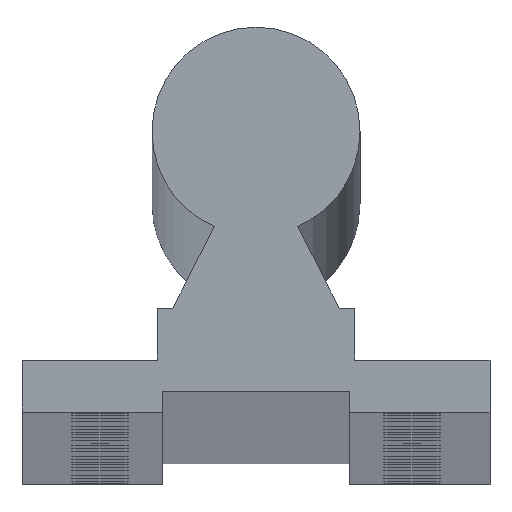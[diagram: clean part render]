
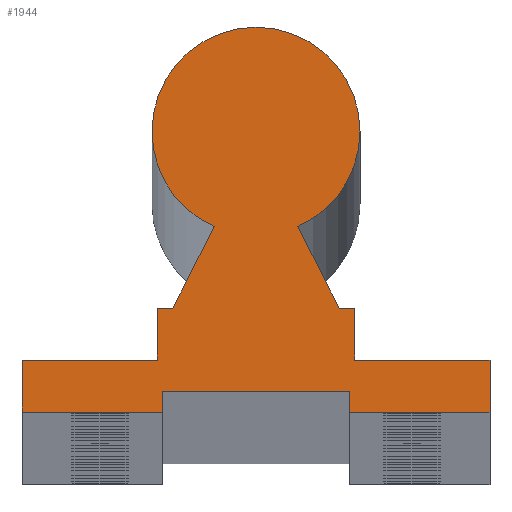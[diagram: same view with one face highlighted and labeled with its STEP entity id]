
A CAD part, top view. The second image highlights one B-rep face of the part: STEP entity #1944.
In plain terms, the highlighted planar face has unit normal (0, 0, 1).
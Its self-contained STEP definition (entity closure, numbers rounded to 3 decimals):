
#32 = CARTESIAN_POINT ( 'NONE',  ( 9., -25., 4000. ) ) ;
#73 = CARTESIAN_POINT ( 'NONE',  ( 9.5, -22., 4000. ) ) ;
#92 = CARTESIAN_POINT ( 'NONE',  ( 9., -25., 4000. ) ) ;
#111 = CARTESIAN_POINT ( 'NONE',  ( -9., -27., 4000. ) ) ;
#132 = EDGE_CURVE ( 'NONE', #1720, #4646, #4228, .T. ) ;
#149 = CARTESIAN_POINT ( 'NONE',  ( -8., -17., 4000. ) ) ;
#167 = EDGE_CURVE ( 'NONE', #1658, #3118, #2116, .T. ) ;
#172 = DIRECTION ( 'NONE',  ( 0., 1., 0. ) ) ;
#254 = EDGE_CURVE ( 'NONE', #733, #1720, #2498, .T. ) ;
#279 = ORIENTED_EDGE ( 'NONE', *, *, #2617, .T. ) ;
#288 = VECTOR ( 'NONE', #2449, 1000. ) ;
#306 = EDGE_CURVE ( 'NONE', #1893, #1861, #1947, .T. ) ;
#320 = VECTOR ( 'NONE', #2245, 1000. ) ;
#323 = EDGE_CURVE ( 'NONE', #1187, #688, #1575, .T. ) ;
#325 = LINE ( 'NONE', #2426, #3265 ) ;
#384 = EDGE_CURVE ( 'NONE', #4316, #1893, #943, .T. ) ;
#418 = EDGE_CURVE ( 'NONE', #3118, #4316, #4538, .T. ) ;
#423 = LINE ( 'NONE', #1490, #320 ) ;
#463 = AXIS2_PLACEMENT_3D ( 'NONE', #2940, #2588, #1502 ) ;
#507 = ORIENTED_EDGE ( 'NONE', *, *, #3428, .T. ) ;
#537 = DIRECTION ( 'NONE',  ( -1., 0., 0. ) ) ;
#579 = VERTEX_POINT ( 'NONE', #2088 ) ;
#679 = CARTESIAN_POINT ( 'NONE',  ( 0., 0., 4000. ) ) ;
#688 = VERTEX_POINT ( 'NONE', #4074 ) ;
#690 = CARTESIAN_POINT ( 'NONE',  ( 0., 0., 4000. ) ) ;
#704 = DIRECTION ( 'NONE',  ( 0., 0., 1. ) ) ;
#733 = VERTEX_POINT ( 'NONE', #2197 ) ;
#742 = DIRECTION ( 'NONE',  ( -1., 0., 0. ) ) ;
#753 = AXIS2_PLACEMENT_3D ( 'NONE', #963, #3154, #3849 ) ;
#769 = EDGE_CURVE ( 'NONE', #3940, #2545, #779, .T. ) ;
#779 = LINE ( 'NONE', #111, #3664 ) ;
#943 = LINE ( 'NONE', #2376, #1996 ) ;
#956 = ORIENTED_EDGE ( 'NONE', *, *, #323, .T. ) ;
#963 = CARTESIAN_POINT ( 'NONE',  ( 0., 0., 4000. ) ) ;
#1018 = VECTOR ( 'NONE', #1529, 1000. ) ;
#1099 = ORIENTED_EDGE ( 'NONE', *, *, #769, .T. ) ;
#1154 = EDGE_LOOP ( 'NONE', ( #3706, #1590, #3583, #507, #2409, #2454, #279, #956, #3600, #2878, #4431, #3943, #1099, #3377, #2686, #4672, #1216, #3662 ) ) ;
#1187 = VERTEX_POINT ( 'NONE', #2162 ) ;
#1189 = LINE ( 'NONE', #92, #3356 ) ;
#1191 = VERTEX_POINT ( 'NONE', #2798 ) ;
#1216 = ORIENTED_EDGE ( 'NONE', *, *, #418, .T. ) ;
#1281 = DIRECTION ( 'NONE',  ( 0., -1., 0. ) ) ;
#1291 = CARTESIAN_POINT ( 'NONE',  ( 22.5, -27., 4000. ) ) ;
#1307 = LINE ( 'NONE', #4529, #2424 ) ;
#1318 = EDGE_CURVE ( 'NONE', #2536, #1658, #1189, .T. ) ;
#1454 = VECTOR ( 'NONE', #3891, 1000. ) ;
#1456 = EDGE_CURVE ( 'NONE', #579, #3062, #1307, .T. ) ;
#1490 = CARTESIAN_POINT ( 'NONE',  ( 9.5, -17., 4000. ) ) ;
#1502 = DIRECTION ( 'NONE',  ( 1., 0., 0. ) ) ;
#1529 = DIRECTION ( 'NONE',  ( -1., 0., 0. ) ) ;
#1547 = DIRECTION ( 'NONE',  ( 0., -1., 0. ) ) ;
#1573 = EDGE_CURVE ( 'NONE', #3062, #3940, #3936, .T. ) ;
#1575 = LINE ( 'NONE', #149, #1018 ) ;
#1590 = ORIENTED_EDGE ( 'NONE', *, *, #2211, .T. ) ;
#1658 = VERTEX_POINT ( 'NONE', #2582 ) ;
#1720 = VERTEX_POINT ( 'NONE', #1896 ) ;
#1722 = VECTOR ( 'NONE', #3354, 1000. ) ;
#1772 = DIRECTION ( 'NONE',  ( 0., 0., 1. ) ) ;
#1803 = CIRCLE ( 'NONE', #753, 10. ) ;
#1861 = VERTEX_POINT ( 'NONE', #2368 ) ;
#1893 = VERTEX_POINT ( 'NONE', #2299 ) ;
#1896 = CARTESIAN_POINT ( 'NONE',  ( -10., 0., 4000. ) ) ;
#1906 = CARTESIAN_POINT ( 'NONE',  ( -4., -9.165, 4000. ) ) ;
#1944 = ADVANCED_FACE ( 'NONE', ( #2389 ), #3843, .T. ) ;
#1947 = LINE ( 'NONE', #73, #3059 ) ;
#1996 = VECTOR ( 'NONE', #537, 1000. ) ;
#2041 = VECTOR ( 'NONE', #2983, 1000. ) ;
#2083 = CARTESIAN_POINT ( 'NONE',  ( 4., -9.165, 4000. ) ) ;
#2088 = CARTESIAN_POINT ( 'NONE',  ( -22.5, -22., 4000. ) ) ;
#2116 = LINE ( 'NONE', #4350, #288 ) ;
#2162 = CARTESIAN_POINT ( 'NONE',  ( -8., -17., 4000. ) ) ;
#2193 = CARTESIAN_POINT ( 'NONE',  ( -9., -25., 4000. ) ) ;
#2197 = CARTESIAN_POINT ( 'NONE',  ( 10., 0., 4000. ) ) ;
#2211 = EDGE_CURVE ( 'NONE', #1861, #2819, #423, .T. ) ;
#2245 = DIRECTION ( 'NONE',  ( -1., 0., 0. ) ) ;
#2299 = CARTESIAN_POINT ( 'NONE',  ( 9.5, -22., 4000. ) ) ;
#2368 = CARTESIAN_POINT ( 'NONE',  ( 9.5, -17., 4000. ) ) ;
#2376 = CARTESIAN_POINT ( 'NONE',  ( 22.5, -22., 4000. ) ) ;
#2389 = FACE_OUTER_BOUND ( 'NONE', #1154, .T. ) ;
#2409 = ORIENTED_EDGE ( 'NONE', *, *, #254, .T. ) ;
#2424 = VECTOR ( 'NONE', #1281, 1000. ) ;
#2426 = CARTESIAN_POINT ( 'NONE',  ( 8., -17., 4000. ) ) ;
#2449 = DIRECTION ( 'NONE',  ( 1., 0., 0. ) ) ;
#2454 = ORIENTED_EDGE ( 'NONE', *, *, #132, .T. ) ;
#2484 = EDGE_CURVE ( 'NONE', #2819, #2897, #325, .T. ) ;
#2498 = CIRCLE ( 'NONE', #463, 10. ) ;
#2536 = VERTEX_POINT ( 'NONE', #32 ) ;
#2545 = VERTEX_POINT ( 'NONE', #2193 ) ;
#2582 = CARTESIAN_POINT ( 'NONE',  ( 9., -27., 4000. ) ) ;
#2588 = DIRECTION ( 'NONE',  ( 0., 0., 1. ) ) ;
#2601 = CARTESIAN_POINT ( 'NONE',  ( 22.5, -27., 4000. ) ) ;
#2617 = EDGE_CURVE ( 'NONE', #4646, #1187, #3715, .T. ) ;
#2629 = AXIS2_PLACEMENT_3D ( 'NONE', #679, #704, #3207 ) ;
#2686 = ORIENTED_EDGE ( 'NONE', *, *, #1318, .T. ) ;
#2798 = CARTESIAN_POINT ( 'NONE',  ( -9.5, -22., 4000. ) ) ;
#2819 = VERTEX_POINT ( 'NONE', #2895 ) ;
#2827 = VECTOR ( 'NONE', #172, 1000. ) ;
#2878 = ORIENTED_EDGE ( 'NONE', *, *, #3570, .T. ) ;
#2895 = CARTESIAN_POINT ( 'NONE',  ( 8., -17., 4000. ) ) ;
#2897 = VERTEX_POINT ( 'NONE', #2083 ) ;
#2940 = CARTESIAN_POINT ( 'NONE',  ( 0., 0., 4000. ) ) ;
#2983 = DIRECTION ( 'NONE',  ( 0., -1., 0. ) ) ;
#3059 = VECTOR ( 'NONE', #3396, 1000. ) ;
#3062 = VERTEX_POINT ( 'NONE', #3237 ) ;
#3083 = EDGE_CURVE ( 'NONE', #2545, #2536, #3966, .T. ) ;
#3118 = VERTEX_POINT ( 'NONE', #2601 ) ;
#3154 = DIRECTION ( 'NONE',  ( 0., 0., 1. ) ) ;
#3207 = DIRECTION ( 'NONE',  ( 1., 0., 0. ) ) ;
#3233 = DIRECTION ( 'NONE',  ( 1., 0., 0. ) ) ;
#3237 = CARTESIAN_POINT ( 'NONE',  ( -22.5, -27., 4000. ) ) ;
#3265 = VECTOR ( 'NONE', #4614, 1000. ) ;
#3354 = DIRECTION ( 'NONE',  ( -0.455, -0.891, 0. ) ) ;
#3356 = VECTOR ( 'NONE', #1547, 1000. ) ;
#3377 = ORIENTED_EDGE ( 'NONE', *, *, #3083, .T. ) ;
#3396 = DIRECTION ( 'NONE',  ( 0., 1., 0. ) ) ;
#3428 = EDGE_CURVE ( 'NONE', #2897, #733, #1803, .T. ) ;
#3570 = EDGE_CURVE ( 'NONE', #1191, #579, #4345, .T. ) ;
#3583 = ORIENTED_EDGE ( 'NONE', *, *, #2484, .T. ) ;
#3600 = ORIENTED_EDGE ( 'NONE', *, *, #3850, .T. ) ;
#3602 = CARTESIAN_POINT ( 'NONE',  ( -22.5, -27., 4000. ) ) ;
#3649 = AXIS2_PLACEMENT_3D ( 'NONE', #690, #1772, #3233 ) ;
#3662 = ORIENTED_EDGE ( 'NONE', *, *, #384, .T. ) ;
#3664 = VECTOR ( 'NONE', #3723, 1000. ) ;
#3706 = ORIENTED_EDGE ( 'NONE', *, *, #306, .T. ) ;
#3709 = VECTOR ( 'NONE', #742, 1000. ) ;
#3715 = LINE ( 'NONE', #1906, #1722 ) ;
#3723 = DIRECTION ( 'NONE',  ( 0., 1., 0. ) ) ;
#3753 = CARTESIAN_POINT ( 'NONE',  ( -9.5, -17., 4000. ) ) ;
#3843 = PLANE ( 'NONE',  #3649 ) ;
#3849 = DIRECTION ( 'NONE',  ( 1., 0., 0. ) ) ;
#3850 = EDGE_CURVE ( 'NONE', #688, #1191, #4461, .T. ) ;
#3891 = DIRECTION ( 'NONE',  ( 1., 0., 0. ) ) ;
#3926 = CARTESIAN_POINT ( 'NONE',  ( -9., -27., 4000. ) ) ;
#3936 = LINE ( 'NONE', #3602, #1454 ) ;
#3940 = VERTEX_POINT ( 'NONE', #3926 ) ;
#3943 = ORIENTED_EDGE ( 'NONE', *, *, #1573, .T. ) ;
#3966 = LINE ( 'NONE', #4276, #4233 ) ;
#3987 = DIRECTION ( 'NONE',  ( 1., 0., 0. ) ) ;
#3989 = CARTESIAN_POINT ( 'NONE',  ( -9.5, -22., 4000. ) ) ;
#4074 = CARTESIAN_POINT ( 'NONE',  ( -9.5, -17., 4000. ) ) ;
#4102 = CARTESIAN_POINT ( 'NONE',  ( -4., -9.165, 4000. ) ) ;
#4228 = CIRCLE ( 'NONE', #2629, 10. ) ;
#4233 = VECTOR ( 'NONE', #3987, 1000. ) ;
#4276 = CARTESIAN_POINT ( 'NONE',  ( -9., -25., 4000. ) ) ;
#4295 = CARTESIAN_POINT ( 'NONE',  ( 22.5, -22., 4000. ) ) ;
#4316 = VERTEX_POINT ( 'NONE', #4295 ) ;
#4345 = LINE ( 'NONE', #3989, #3709 ) ;
#4350 = CARTESIAN_POINT ( 'NONE',  ( 9., -27., 4000. ) ) ;
#4431 = ORIENTED_EDGE ( 'NONE', *, *, #1456, .T. ) ;
#4461 = LINE ( 'NONE', #3753, #2041 ) ;
#4529 = CARTESIAN_POINT ( 'NONE',  ( -22.5, -22., 4000. ) ) ;
#4538 = LINE ( 'NONE', #1291, #2827 ) ;
#4614 = DIRECTION ( 'NONE',  ( -0.455, 0.891, 0. ) ) ;
#4646 = VERTEX_POINT ( 'NONE', #4102 ) ;
#4672 = ORIENTED_EDGE ( 'NONE', *, *, #167, .T. ) ;
